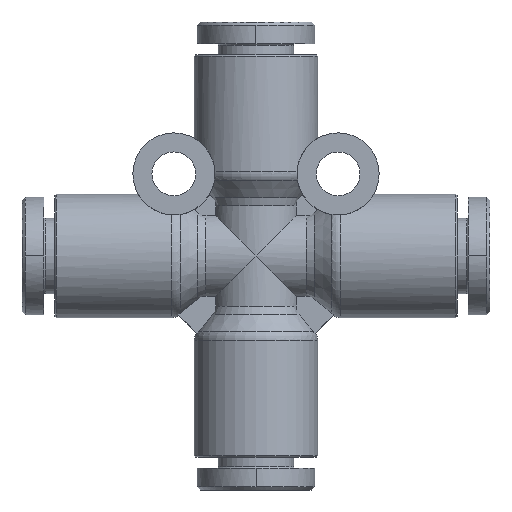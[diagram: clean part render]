
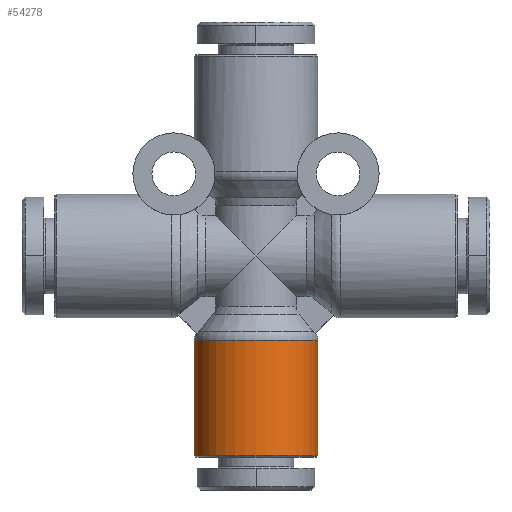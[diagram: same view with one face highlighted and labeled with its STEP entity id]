
A CAD part, front view. The second image highlights one B-rep face of the part: STEP entity #54278.
In plain terms, the highlighted cylindrical face has radius 4.5 mm (diameter 9 mm), a partial arc.
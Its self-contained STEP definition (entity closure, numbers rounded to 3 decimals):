
#282=CARTESIAN_POINT('',(0.6,0.,14.6));
#283=VERTEX_POINT('',#282);
#284=CARTESIAN_POINT('',(0.6,0.,6.143));
#285=VERTEX_POINT('',#284);
#286=CARTESIAN_POINT('',(0.6,0.,14.6));
#287=DIRECTION('',(0.0,0.0,-1.0));
#288=VECTOR('',#287,8.457);
#289=LINE('',#286,#288);
#290=EDGE_CURVE('',#283,#285,#289,.T.);
#292=CARTESIAN_POINT('',(9.6,0.,14.6));
#293=VERTEX_POINT('',#292);
#301=CARTESIAN_POINT('',(9.6,0.,6.143));
#302=VERTEX_POINT('',#301);
#303=CARTESIAN_POINT('',(9.6,0.,6.143));
#304=DIRECTION('',(0.0,0.0,1.0));
#305=VECTOR('',#304,8.457);
#306=LINE('',#303,#305);
#307=EDGE_CURVE('',#302,#293,#306,.T.);
#768=CARTESIAN_POINT('',(5.1,0.,6.143));
#769=DIRECTION('',(0.0,0.0,-1.0));
#770=DIRECTION('',(1.0,0.0,0.0));
#771=AXIS2_PLACEMENT_3D('',#768,#769,#770);
#772=CIRCLE('',#771,4.5);
#773=EDGE_CURVE('',#302,#285,#772,.T.);
#4421=CARTESIAN_POINT('',(5.1,0.,14.6));
#4422=DIRECTION('',(0.0,0.0,1.0));
#4423=DIRECTION('',(-1.0,0.0,0.0));
#4424=AXIS2_PLACEMENT_3D('',#4421,#4422,#4423);
#4425=CIRCLE('',#4424,4.5);
#4426=EDGE_CURVE('',#283,#293,#4425,.T.);
#54267=CARTESIAN_POINT('',(5.1,0.,9.65));
#54268=DIRECTION('',(0.0,0.,-1.0));
#54269=DIRECTION('',(-1.0,0.0,0.0));
#54270=AXIS2_PLACEMENT_3D('',#54267,#54268,#54269);
#54271=CYLINDRICAL_SURFACE('',#54270,4.5);
#54272=ORIENTED_EDGE('',*,*,#290,.T.);
#54273=ORIENTED_EDGE('',*,*,#773,.F.);
#54274=ORIENTED_EDGE('',*,*,#307,.T.);
#54275=ORIENTED_EDGE('',*,*,#4426,.F.);
#54276=EDGE_LOOP('',(#54272,#54273,#54274,#54275));
#54277=FACE_OUTER_BOUND('',#54276,.T.);
#54278=ADVANCED_FACE('',(#54277),#54271,.T.);
